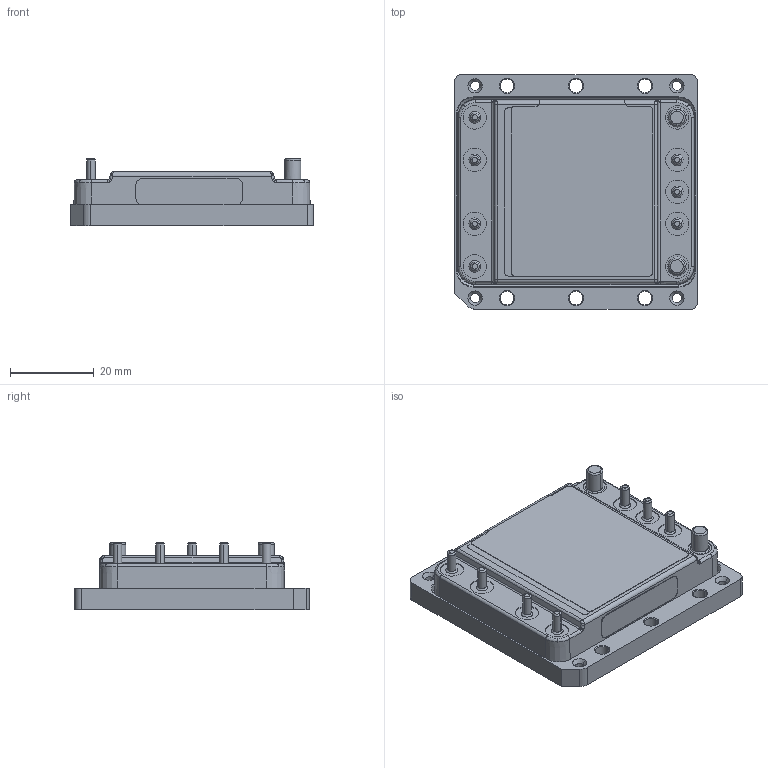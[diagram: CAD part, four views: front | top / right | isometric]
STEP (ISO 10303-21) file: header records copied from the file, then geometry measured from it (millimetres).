
FILE_DESCRIPTION (( 'STEP AP214' ), '1' );
FILE_NAME ('37206r1-VxxBxxxxxxBG3P.STEP', '2011-02-24T01:21:54', ( 'Vicor Employee' ), ( 'Vicor Corporation' ), 'SwSTEP 2.0', 'SolidWorks 2011', '' );
FILE_SCHEMA (( 'AUTOMOTIVE_DESIGN' ));
Length unit declared in the file: inch
Products named in the file (1): 37206r1-VxxBxxxxxxBG3P
Bounding box: 58.09 x 56.05 x 16.08 mm (x, y, z)
Volume: 33999.2 mm3; surface area: 11309.6 mm2
Topology: 1 solids, 1 shells, 401 faces, 944 edges, 576 vertices
Faces by surface type: cylinder 122, plane 103, cone 102, bspline 74
Entity records: 20244 total; most frequent: CARTESIAN_POINT 6987, ORIENTED_EDGE 1888, DIRECTION 1839, EDGE_CURVE 944, AXIS2_PLACEMENT_3D 718, VERTEX_POINT 576, EDGE_LOOP 452, VECTOR 403
